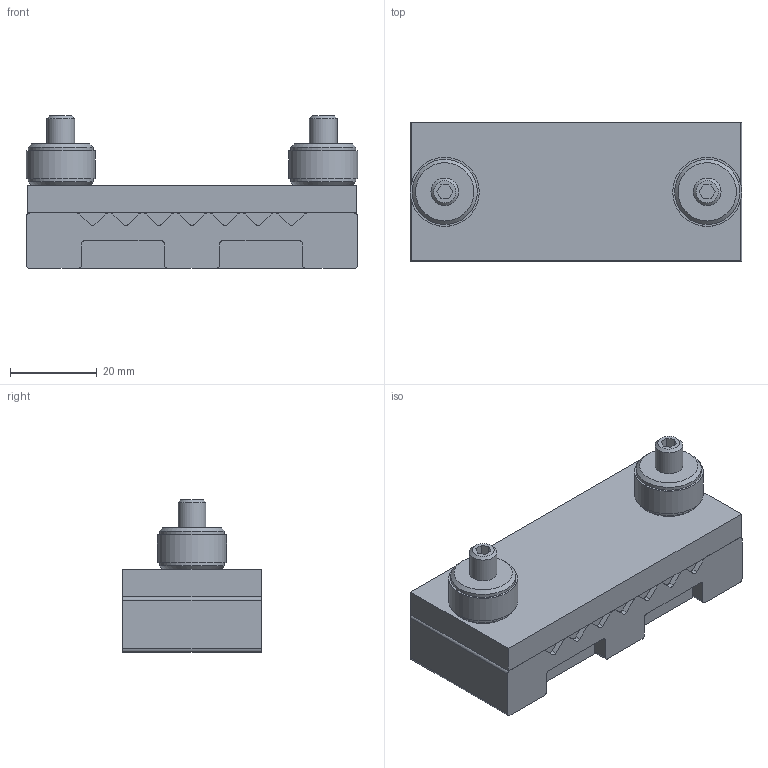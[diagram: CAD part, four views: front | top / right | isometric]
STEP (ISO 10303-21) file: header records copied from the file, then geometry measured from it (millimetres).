
FILE_DESCRIPTION((''),'2;1');
FILE_NAME('cc-mg.stp','2009-04-28T11:07:45',('JC'),(''),'Autodesk Inventor 11','Autodesk Inventor 11','');
FILE_SCHEMA(('AUTOMOTIVE_DESIGN { 1 0 10303 214 1 1 1 1 }'));
Length unit declared in the file: inch
Products named in the file (1): cc-mg1
Bounding box: 76.23 x 31.75 x 35.05 mm (x, y, z)
Volume: 48039.8 mm3; surface area: 15275.4 mm2
Topology: 2 solids, 2 shells, 168 faces, 458 edges, 304 vertices
Faces by surface type: plane 92, cylinder 70, cone 6
Full cylindrical faces by diameter (mm): 6.35 x2, 14.986 x4, 15.875 x2
Entity records: 5272 total; most frequent: DIRECTION 926, CARTESIAN_POINT 913, ORIENTED_EDGE 884, EDGE_CURVE 442, AXIS2_PLACEMENT_3D 315, VERTEX_POINT 302, VECTOR 296, LINE 296
